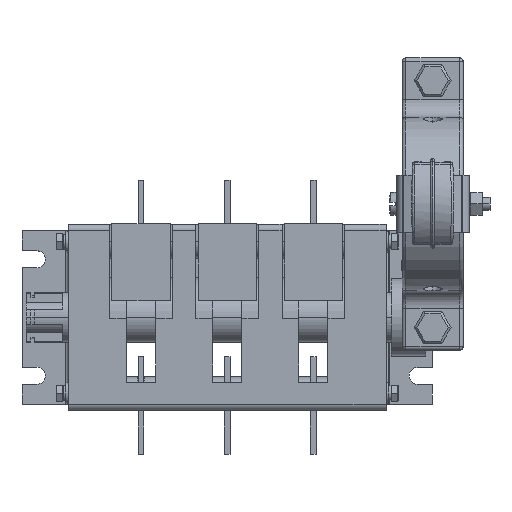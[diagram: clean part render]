
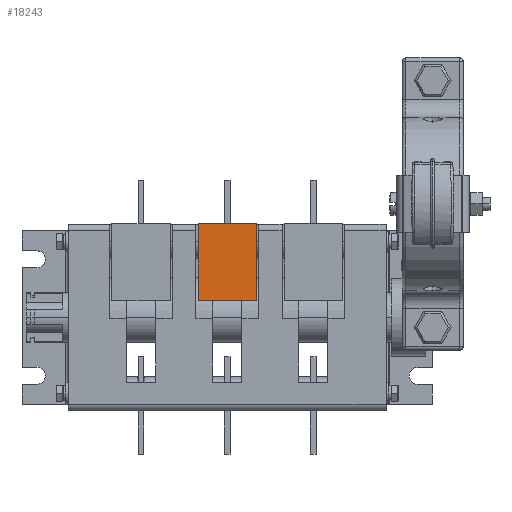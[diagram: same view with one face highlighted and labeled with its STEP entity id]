
A CAD part, top view. The second image highlights one B-rep face of the part: STEP entity #18243.
In plain terms, the highlighted planar face has unit normal (0, 0, 1).
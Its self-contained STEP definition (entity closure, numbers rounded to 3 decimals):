
#183 = CARTESIAN_POINT ( 'NONE',  ( -12.5, 40.25, 94.5 ) ) ;
#238 = LINE ( 'NONE', #5558, #27338 ) ;
#302 = AXIS2_PLACEMENT_3D ( 'NONE', #35876, #7365, #16143 ) ;
#1641 = VERTEX_POINT ( 'NONE', #20925 ) ;
#3688 = ORIENTED_EDGE ( 'NONE', *, *, #27631, .T. ) ;
#5377 = DIRECTION ( 'NONE',  ( -1., 0., 0. ) ) ;
#5420 = EDGE_LOOP ( 'NONE', ( #3688, #35760, #18375, #21102 ) ) ;
#5558 = CARTESIAN_POINT ( 'NONE',  ( 12.5, 40.25, 94.5 ) ) ;
#7304 = LINE ( 'NONE', #32533, #26994 ) ;
#7365 = DIRECTION ( 'NONE',  ( 0., 0., -1. ) ) ;
#10304 = FACE_OUTER_BOUND ( 'NONE', #5420, .T. ) ;
#11497 = VERTEX_POINT ( 'NONE', #25813 ) ;
#16143 = DIRECTION ( 'NONE',  ( -1., 0., 0. ) ) ;
#16809 = VERTEX_POINT ( 'NONE', #183 ) ;
#17919 = EDGE_CURVE ( 'NONE', #32268, #16809, #238, .T. ) ;
#18243 = ADVANCED_FACE ( 'NONE', ( #10304 ), #35163, .F. ) ;
#18262 = DIRECTION ( 'NONE',  ( 0., -1., 0. ) ) ;
#18375 = ORIENTED_EDGE ( 'NONE', *, *, #32110, .F. ) ;
#20081 = VECTOR ( 'NONE', #28117, 1000. ) ;
#20925 = CARTESIAN_POINT ( 'NONE',  ( 12.5, 7.25, 94.5 ) ) ;
#21102 = ORIENTED_EDGE ( 'NONE', *, *, #17919, .T. ) ;
#22618 = EDGE_CURVE ( 'NONE', #1641, #11497, #24106, .T. ) ;
#24106 = LINE ( 'NONE', #32167, #24280 ) ;
#24280 = VECTOR ( 'NONE', #26695, 1000. ) ;
#25813 = CARTESIAN_POINT ( 'NONE',  ( -12.5, 7.25, 94.5 ) ) ;
#26695 = DIRECTION ( 'NONE',  ( -1., 0., 0. ) ) ;
#26774 = CARTESIAN_POINT ( 'NONE',  ( 12.5, 40.25, 94.5 ) ) ;
#26994 = VECTOR ( 'NONE', #18262, 1000. ) ;
#27338 = VECTOR ( 'NONE', #5377, 1000. ) ;
#27631 = EDGE_CURVE ( 'NONE', #16809, #11497, #7304, .T. ) ;
#28117 = DIRECTION ( 'NONE',  ( 0., -1., 0. ) ) ;
#32110 = EDGE_CURVE ( 'NONE', #32268, #1641, #33249, .T. ) ;
#32167 = CARTESIAN_POINT ( 'NONE',  ( 12.5, 7.25, 94.5 ) ) ;
#32268 = VERTEX_POINT ( 'NONE', #26774 ) ;
#32533 = CARTESIAN_POINT ( 'NONE',  ( -12.5, 7.25, 94.5 ) ) ;
#33068 = CARTESIAN_POINT ( 'NONE',  ( 12.5, 7.25, 94.5 ) ) ;
#33249 = LINE ( 'NONE', #33068, #20081 ) ;
#35163 = PLANE ( 'NONE',  #302 ) ;
#35760 = ORIENTED_EDGE ( 'NONE', *, *, #22618, .F. ) ;
#35876 = CARTESIAN_POINT ( 'NONE',  ( 12.5, 7.25, 94.5 ) ) ;
